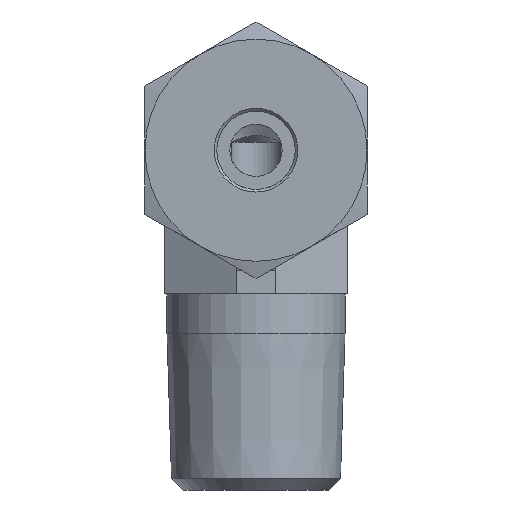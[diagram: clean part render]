
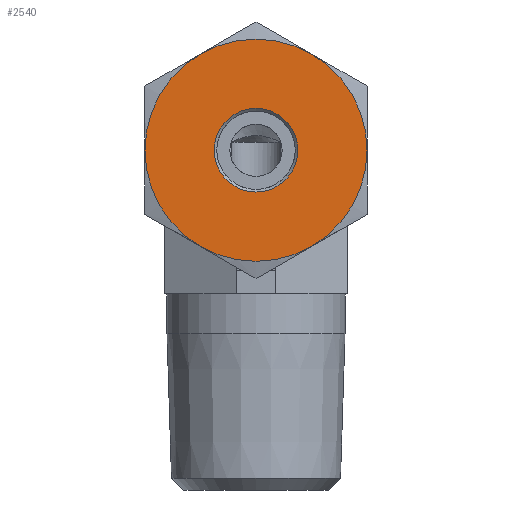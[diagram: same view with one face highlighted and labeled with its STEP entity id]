
A CAD part, front view. The second image highlights one B-rep face of the part: STEP entity #2540.
In plain terms, the highlighted face is planar.
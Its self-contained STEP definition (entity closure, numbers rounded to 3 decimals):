
#2444=CARTESIAN_POINT('',(3.2,0.,16.5));
#2445=VERTEX_POINT('',#2444);
#2446=CARTESIAN_POINT('',(0.0,0.0,16.5));
#2447=DIRECTION('',(0.0,0.0,1.0));
#2448=DIRECTION('',(-1.0,0.0,0.0));
#2449=AXIS2_PLACEMENT_3D('',#2446,#2447,#2448);
#2450=CIRCLE('',#2449,3.2);
#2451=EDGE_CURVE('',#2445,#2445,#2450,.T.);
#2476=CARTESIAN_POINT('',(0.,0.,16.5));
#2477=DIRECTION('',(0.0,0.0,1.0));
#2478=DIRECTION('',(1.0,0.0,0.0));
#2479=AXIS2_PLACEMENT_3D('',#2476,#2477,#2478);
#2480=PLANE('',#2479);
#2481=CARTESIAN_POINT('',(-4.25,-7.361,16.5));
#2482=VERTEX_POINT('',#2481);
#2483=CARTESIAN_POINT('',(4.25,-7.361,16.5));
#2484=VERTEX_POINT('',#2483);
#2485=CARTESIAN_POINT('',(0.0,0.0,16.5));
#2486=DIRECTION('',(0.0,0.0,1.0));
#2487=DIRECTION('',(-0.5,-0.866,0.0));
#2488=AXIS2_PLACEMENT_3D('',#2485,#2486,#2487);
#2489=CIRCLE('',#2488,8.5);
#2490=EDGE_CURVE('',#2482,#2484,#2489,.T.);
#2491=ORIENTED_EDGE('',*,*,#2490,.T.);
#2492=CARTESIAN_POINT('',(8.5,0.,16.5));
#2493=VERTEX_POINT('',#2492);
#2494=CARTESIAN_POINT('',(0.0,0.0,16.5));
#2495=DIRECTION('',(0.0,0.0,1.0));
#2496=DIRECTION('',(-0.5,-0.866,0.0));
#2497=AXIS2_PLACEMENT_3D('',#2494,#2495,#2496);
#2498=CIRCLE('',#2497,8.5);
#2499=EDGE_CURVE('',#2484,#2493,#2498,.T.);
#2500=ORIENTED_EDGE('',*,*,#2499,.T.);
#2501=CARTESIAN_POINT('',(4.25,7.361,16.5));
#2502=VERTEX_POINT('',#2501);
#2503=CARTESIAN_POINT('',(0.0,0.0,16.5));
#2504=DIRECTION('',(0.0,0.0,1.0));
#2505=DIRECTION('',(-0.5,-0.866,0.0));
#2506=AXIS2_PLACEMENT_3D('',#2503,#2504,#2505);
#2507=CIRCLE('',#2506,8.5);
#2508=EDGE_CURVE('',#2493,#2502,#2507,.T.);
#2509=ORIENTED_EDGE('',*,*,#2508,.T.);
#2510=CARTESIAN_POINT('',(-4.25,7.361,16.5));
#2511=VERTEX_POINT('',#2510);
#2512=CARTESIAN_POINT('',(0.0,0.0,16.5));
#2513=DIRECTION('',(0.0,0.0,1.0));
#2514=DIRECTION('',(-0.5,-0.866,0.0));
#2515=AXIS2_PLACEMENT_3D('',#2512,#2513,#2514);
#2516=CIRCLE('',#2515,8.5);
#2517=EDGE_CURVE('',#2502,#2511,#2516,.T.);
#2518=ORIENTED_EDGE('',*,*,#2517,.T.);
#2519=CARTESIAN_POINT('',(-8.5,0.0,16.5));
#2520=VERTEX_POINT('',#2519);
#2521=CARTESIAN_POINT('',(0.0,0.0,16.5));
#2522=DIRECTION('',(0.0,0.0,1.0));
#2523=DIRECTION('',(-0.5,-0.866,0.0));
#2524=AXIS2_PLACEMENT_3D('',#2521,#2522,#2523);
#2525=CIRCLE('',#2524,8.5);
#2526=EDGE_CURVE('',#2511,#2520,#2525,.T.);
#2527=ORIENTED_EDGE('',*,*,#2526,.T.);
#2528=CARTESIAN_POINT('',(0.0,0.0,16.5));
#2529=DIRECTION('',(0.0,0.0,1.0));
#2530=DIRECTION('',(-0.5,-0.866,0.0));
#2531=AXIS2_PLACEMENT_3D('',#2528,#2529,#2530);
#2532=CIRCLE('',#2531,8.5);
#2533=EDGE_CURVE('',#2520,#2482,#2532,.T.);
#2534=ORIENTED_EDGE('',*,*,#2533,.T.);
#2535=EDGE_LOOP('',(#2491,#2500,#2509,#2518,#2527,#2534));
#2536=FACE_OUTER_BOUND('',#2535,.T.);
#2537=ORIENTED_EDGE('',*,*,#2451,.F.);
#2538=EDGE_LOOP('',(#2537));
#2539=FACE_BOUND('',#2538,.T.);
#2540=ADVANCED_FACE('',(#2536,#2539),#2480,.T.);
